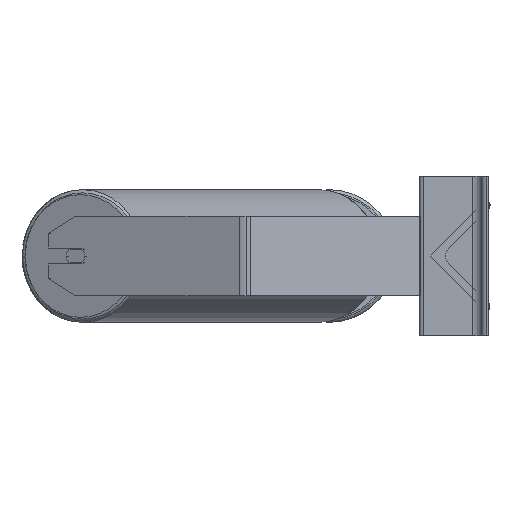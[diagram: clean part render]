
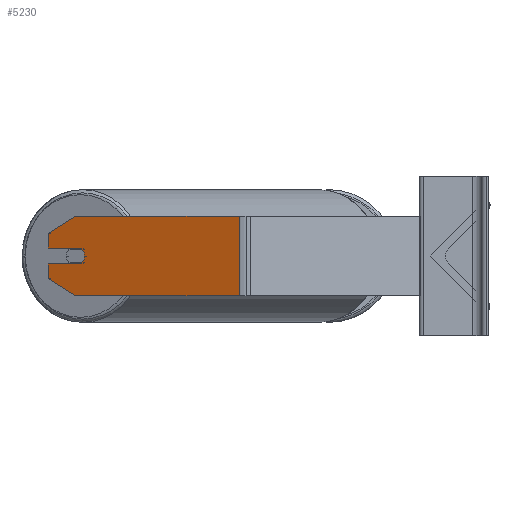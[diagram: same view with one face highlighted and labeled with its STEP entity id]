
A CAD part, left-side view. The second image highlights one B-rep face of the part: STEP entity #5230.
In plain terms, the highlighted planar face has unit normal (-0.906, 0.423, 0).
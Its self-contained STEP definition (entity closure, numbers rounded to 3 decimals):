
#49 = CARTESIAN_POINT ( 'NONE',  ( -843.275, 382.609, 22.679 ) ) ;
#623 = CARTESIAN_POINT ( 'NONE',  ( -843.275, 382.609, -8. ) ) ;
#637 = DIRECTION ( 'NONE',  ( 0., 0., -1. ) ) ;
#854 = CARTESIAN_POINT ( 'NONE',  ( -855.953, 355.419, -40. ) ) ;
#940 = ORIENTED_EDGE ( 'NONE', *, *, #7648, .T. ) ;
#983 = VERTEX_POINT ( 'NONE', #8403 ) ;
#1003 = VERTEX_POINT ( 'NONE', #3293 ) ;
#1104 = ORIENTED_EDGE ( 'NONE', *, *, #6972, .F. ) ;
#1267 = VERTEX_POINT ( 'NONE', #7213 ) ;
#1277 = CARTESIAN_POINT ( 'NONE',  ( -843.275, 382.609, 8. ) ) ;
#1378 = DIRECTION ( 'NONE',  ( 0.423, 0.906, 0. ) ) ;
#1394 = CARTESIAN_POINT ( 'NONE',  ( -843.275, 382.609, 40. ) ) ;
#1458 = CARTESIAN_POINT ( 'NONE',  ( -843.275, 382.609, 8. ) ) ;
#1520 = ORIENTED_EDGE ( 'NONE', *, *, #3972, .T. ) ;
#1597 = DIRECTION ( 'NONE',  ( -0.423, -0.906, 0. ) ) ;
#1618 = LINE ( 'NONE', #854, #1805 ) ;
#1667 = EDGE_CURVE ( 'NONE', #983, #7409, #9197, .T. ) ;
#1736 = CARTESIAN_POINT ( 'NONE',  ( -858.489, 349.982, 8. ) ) ;
#1805 = VECTOR ( 'NONE', #3988, 1000. ) ;
#1848 = EDGE_CURVE ( 'NONE', #1003, #1267, #1618, .T. ) ;
#1871 = AXIS2_PLACEMENT_3D ( 'NONE', #1394, #1999, #8775 ) ;
#1999 = DIRECTION ( 'NONE',  ( 0.906, -0.423, 0. ) ) ;
#2223 = EDGE_CURVE ( 'NONE', #5006, #3635, #10647, .T. ) ;
#2312 = AXIS2_PLACEMENT_3D ( 'NONE', #7419, #7198, #10476 ) ;
#2525 = DIRECTION ( 'NONE',  ( -0.423, -0.906, 0. ) ) ;
#2707 = VERTEX_POINT ( 'NONE', #8613 ) ;
#2740 = VERTEX_POINT ( 'NONE', #10447 ) ;
#3067 = ORIENTED_EDGE ( 'NONE', *, *, #5461, .T. ) ;
#3075 = VECTOR ( 'NONE', #9338, 1000. ) ;
#3171 = CARTESIAN_POINT ( 'NONE',  ( -932.544, 191.169, -40. ) ) ;
#3238 = VECTOR ( 'NONE', #9696, 1000. ) ;
#3293 = CARTESIAN_POINT ( 'NONE',  ( -843.275, 382.609, -22.679 ) ) ;
#3464 = ORIENTED_EDGE ( 'NONE', *, *, #2223, .F. ) ;
#3570 = EDGE_LOOP ( 'NONE', ( #940, #5979, #3067, #10428, #1104, #1520, #7665, #5802, #6764, #8197, #3464 ) ) ;
#3608 = DIRECTION ( 'NONE',  ( 0., 0., -1. ) ) ;
#3635 = VERTEX_POINT ( 'NONE', #7855 ) ;
#3944 = LINE ( 'NONE', #7081, #8317 ) ;
#3972 = EDGE_CURVE ( 'NONE', #2707, #5791, #3944, .T. ) ;
#3988 = DIRECTION ( 'NONE',  ( -0.366, -0.785, -0.5 ) ) ;
#4341 = VERTEX_POINT ( 'NONE', #3171 ) ;
#4414 = LINE ( 'NONE', #6633, #7217 ) ;
#4737 = LINE ( 'NONE', #5491, #9617 ) ;
#4952 = CARTESIAN_POINT ( 'NONE',  ( -932.544, 191.169, 40. ) ) ;
#5006 = VERTEX_POINT ( 'NONE', #9815 ) ;
#5120 = CARTESIAN_POINT ( 'NONE',  ( -843.275, 382.609, 40. ) ) ;
#5230 = ADVANCED_FACE ( 'NONE', ( #9579 ), #5492, .F. ) ;
#5297 = LINE ( 'NONE', #6060, #3075 ) ;
#5461 = EDGE_CURVE ( 'NONE', #1267, #4341, #4414, .T. ) ;
#5491 = CARTESIAN_POINT ( 'NONE',  ( -843.275, 382.609, 40. ) ) ;
#5492 = PLANE ( 'NONE',  #1871 ) ;
#5531 = EDGE_CURVE ( 'NONE', #7409, #7339, #10260, .T. ) ;
#5791 = VERTEX_POINT ( 'NONE', #49 ) ;
#5802 = ORIENTED_EDGE ( 'NONE', *, *, #5531, .F. ) ;
#5979 = ORIENTED_EDGE ( 'NONE', *, *, #1848, .T. ) ;
#6060 = CARTESIAN_POINT ( 'NONE',  ( -843.275, 382.609, 40. ) ) ;
#6184 = EDGE_CURVE ( 'NONE', #5791, #7339, #6805, .T. ) ;
#6379 = EDGE_CURVE ( 'NONE', #2740, #4341, #6526, .T. ) ;
#6526 = LINE ( 'NONE', #4952, #3238 ) ;
#6633 = CARTESIAN_POINT ( 'NONE',  ( -843.275, 382.609, -40. ) ) ;
#6690 = VECTOR ( 'NONE', #1378, 1000. ) ;
#6764 = ORIENTED_EDGE ( 'NONE', *, *, #1667, .F. ) ;
#6805 = LINE ( 'NONE', #5120, #8074 ) ;
#6972 = EDGE_CURVE ( 'NONE', #2707, #2740, #5297, .T. ) ;
#7081 = CARTESIAN_POINT ( 'NONE',  ( -843.275, 382.609, 22.679 ) ) ;
#7198 = DIRECTION ( 'NONE',  ( -0.906, 0.423, 0. ) ) ;
#7213 = CARTESIAN_POINT ( 'NONE',  ( -855.953, 355.419, -40. ) ) ;
#7217 = VECTOR ( 'NONE', #2525, 1000. ) ;
#7339 = VERTEX_POINT ( 'NONE', #1458 ) ;
#7409 = VERTEX_POINT ( 'NONE', #1736 ) ;
#7419 = CARTESIAN_POINT ( 'NONE',  ( -855.953, 355.419, 0. ) ) ;
#7648 = EDGE_CURVE ( 'NONE', #5006, #1003, #4737, .T. ) ;
#7665 = ORIENTED_EDGE ( 'NONE', *, *, #6184, .T. ) ;
#7855 = CARTESIAN_POINT ( 'NONE',  ( -858.489, 349.982, -8. ) ) ;
#7922 = AXIS2_PLACEMENT_3D ( 'NONE', #9649, #8788, #9590 ) ;
#8074 = VECTOR ( 'NONE', #3608, 1000. ) ;
#8197 = ORIENTED_EDGE ( 'NONE', *, *, #8501, .F. ) ;
#8317 = VECTOR ( 'NONE', #10347, 1000. ) ;
#8403 = CARTESIAN_POINT ( 'NONE',  ( -860.18, 346.356, 0. ) ) ;
#8501 = EDGE_CURVE ( 'NONE', #3635, #983, #9463, .T. ) ;
#8508 = VECTOR ( 'NONE', #1597, 1000. ) ;
#8613 = CARTESIAN_POINT ( 'NONE',  ( -855.953, 355.419, 40. ) ) ;
#8775 = DIRECTION ( 'NONE',  ( 0.423, 0.906, 0. ) ) ;
#8788 = DIRECTION ( 'NONE',  ( -0.906, 0.423, 0. ) ) ;
#9197 = CIRCLE ( 'NONE', #2312, 10. ) ;
#9338 = DIRECTION ( 'NONE',  ( -0.423, -0.906, 0. ) ) ;
#9463 = CIRCLE ( 'NONE', #7922, 10. ) ;
#9579 = FACE_OUTER_BOUND ( 'NONE', #3570, .T. ) ;
#9590 = DIRECTION ( 'NONE',  ( -0.423, -0.906, 0. ) ) ;
#9617 = VECTOR ( 'NONE', #637, 1000. ) ;
#9649 = CARTESIAN_POINT ( 'NONE',  ( -855.953, 355.419, 0. ) ) ;
#9696 = DIRECTION ( 'NONE',  ( 0., 0., -1. ) ) ;
#9815 = CARTESIAN_POINT ( 'NONE',  ( -843.275, 382.609, -8. ) ) ;
#10260 = LINE ( 'NONE', #1277, #6690 ) ;
#10347 = DIRECTION ( 'NONE',  ( 0.366, 0.785, -0.5 ) ) ;
#10428 = ORIENTED_EDGE ( 'NONE', *, *, #6379, .F. ) ;
#10447 = CARTESIAN_POINT ( 'NONE',  ( -932.544, 191.169, 40. ) ) ;
#10476 = DIRECTION ( 'NONE',  ( -0.423, -0.906, 0. ) ) ;
#10647 = LINE ( 'NONE', #623, #8508 ) ;
